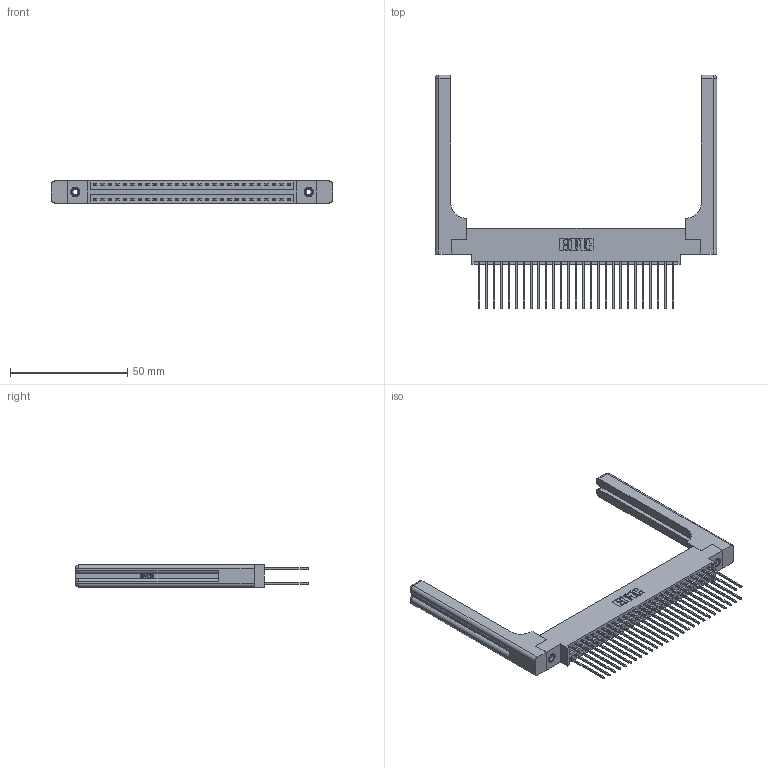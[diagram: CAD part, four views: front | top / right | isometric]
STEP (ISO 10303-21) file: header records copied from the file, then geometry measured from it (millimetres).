
FILE_DESCRIPTION (( 'STEP AP203' ), '1' );
FILE_NAME ('396-054-541-858.STEP', '2019-11-02T08:02:49', ( '' ), ( '' ), 'SwSTEP 2.0', 'SolidWorks 2016', '' );
FILE_SCHEMA (( 'CONFIG_CONTROL_DESIGN' ));
Length unit declared in the file: inch
Products named in the file (5): 346 Part_0.170 Offset - 0.156 Dia-TH; 345-292-001_345-293-141; 345-250-001_345-250-001-102; 346-220-058_345-220-058; 396-054-541-858
Assembly tree (59 placements, depth 2):
  396-054-541-858
    346 Part_0.170 Offset - 0.156 Dia-TH
    345-292-001_345-293-141  x54
    345-250-001_345-250-001-102  x2
    346-220-058_345-220-058  x2
Bounding box: 119.79 x 99.57 x 9.4 mm (x, y, z)
Volume: 19213.6 mm3; surface area: 22511.4 mm2
Topology: 59 solids, 59 shells, 3190 faces, 9377 edges, 6158 vertices
Faces by surface type: plane 2118, cylinder 1012, bspline 36, cone 12, sphere 8, torus 4
Entity records: 24972 total; most frequent: CARTESIAN_POINT 5145, ORIENTED_EDGE 3876, DIRECTION 3518, EDGE_CURVE 1938, LINE 1606, VECTOR 1606, VERTEX_POINT 1282, AXIS2_PLACEMENT_3D 956
